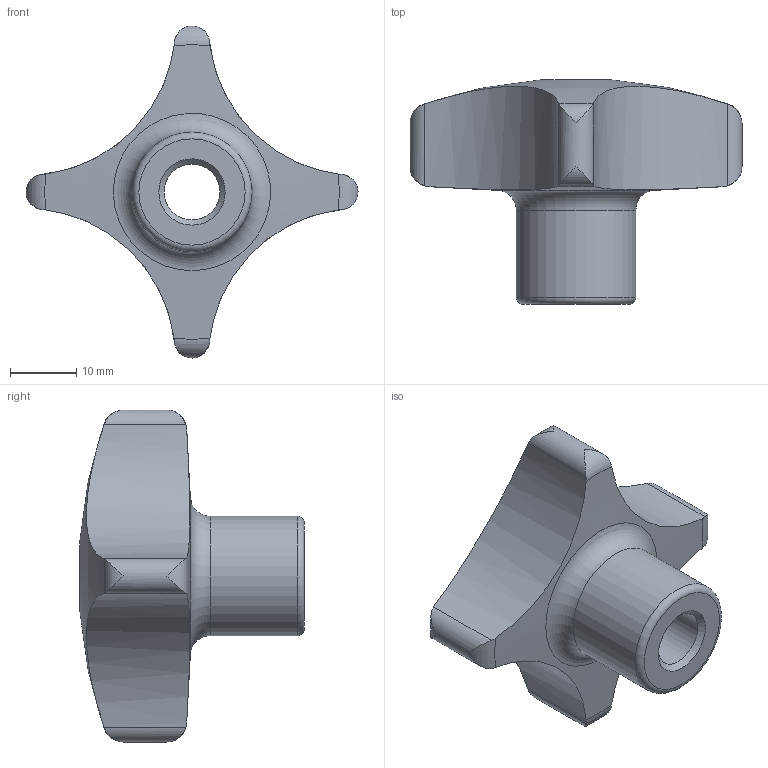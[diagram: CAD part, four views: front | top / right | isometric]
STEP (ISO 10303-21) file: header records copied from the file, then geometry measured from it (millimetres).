
FILE_DESCRIPTION( ( 'STEP AP214' ), '1' );
FILE_NAME( 'K0146.4050102_D.stp', '2020-11-25T12:46:18', ( '' ), ( '' ), ' ', 'PARTsolutions', ' ' );
FILE_SCHEMA( ( 'AUTOMOTIVE_DESIGN { 1 0 10303 214 1 1 1 1 }' ) );
Length unit declared in the file: millimetre
Products named in the file (1): _K0146.4050102_D
Bounding box: 50 x 33.8 x 50 mm (x, y, z)
Volume: 15915.3 mm3; surface area: 5682.1 mm2
Topology: 1 solids, 1 shells, 26 faces, 75 edges, 51 vertices
Faces by surface type: cylinder 11, torus 10, cone 2, plane 2, sphere 1
Full cylindrical faces by diameter (mm): 8.376 x1, 10.5 x1, 18 x1
Entity records: 1430 total; most frequent: CARTESIAN_POINT 621, ORIENTED_EDGE 130, DIRECTION 96, EDGE_CURVE 65, VERTEX_POINT 49, AXIS2_PLACEMENT_3D 44, B_SPLINE_CURVE_WITH_KNOTS 40, EDGE_LOOP 36
